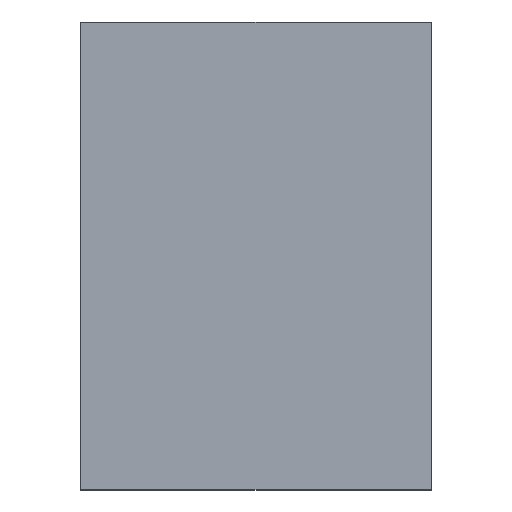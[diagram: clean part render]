
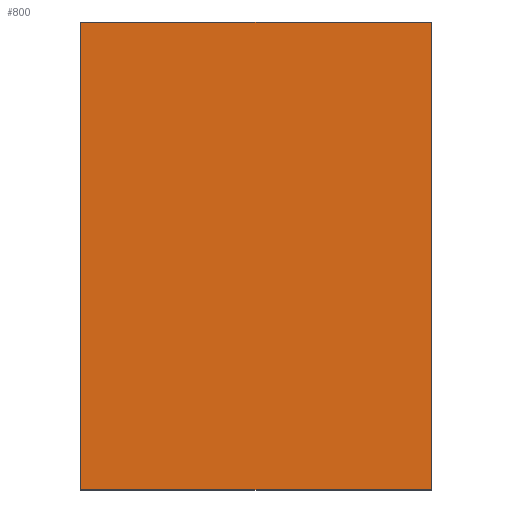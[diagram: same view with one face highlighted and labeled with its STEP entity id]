
A CAD part, top view. The second image highlights one B-rep face of the part: STEP entity #800.
In plain terms, the highlighted free-form (B-spline) face has degree [1, 1] with [2, 2] control points.
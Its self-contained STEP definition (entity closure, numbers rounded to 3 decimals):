
#765=CARTESIAN_POINT('F22',(-47.717,401.916,
   25.));
#766=CARTESIAN_POINT('F22',(109.783,401.916,
   25.));
#767=CARTESIAN_POINT('F22',(-47.717,611.916,
   25.));
#768=CARTESIAN_POINT('F22',(109.783,611.916,
   25.));
#769=B_SPLINE_SURFACE_WITH_KNOTS('F22',1,1,((#765,#767),(#766,
   #768)),.PLANE_SURF.,.F.,.F.,.U.,(2,2),(2,2),(0.0,1.0),(0.0,
   1.333),.UNSPECIFIED.);
#770=CARTESIAN_POINT('V37',(106.033,406.916,
   25.));
#771=VERTEX_POINT('V37',#770);
#772=CARTESIAN_POINT('V38',(106.033,606.916,
   25.));
#773=VERTEX_POINT('V38',#772);
#774=CARTESIAN_POINT('E49',(106.033,406.916,
   25.));
#775=CARTESIAN_POINT('E49',(106.033,606.916,
   25.));
#776=QUASI_UNIFORM_CURVE('E49',1,(#774,#775),.POLYLINE_FORM.,.F.,.U.
   );
#777=EDGE_CURVE('E49',#771,#773,#776,.T.);
#778=ORIENTED_EDGE('E49',*,*,#777,.F.);
#779=CARTESIAN_POINT('V40',(-43.967,406.916,
   25.));
#780=VERTEX_POINT('V40',#779);
#781=CARTESIAN_POINT('E52',(106.033,406.916,
   25.));
#782=CARTESIAN_POINT('E52',(-43.967,406.916,
   25.));
#783=QUASI_UNIFORM_CURVE('E52',1,(#781,#782),.POLYLINE_FORM.,.F.,.U.
   );
#784=EDGE_CURVE('E52',#771,#780,#783,.T.);
#785=ORIENTED_EDGE('E52',*,*,#784,.T.);
#786=CARTESIAN_POINT('V39',(-43.967,606.916,
   25.));
#787=VERTEX_POINT('V39',#786);
#788=CARTESIAN_POINT('E51',(-43.967,606.916,
   25.));
#789=CARTESIAN_POINT('E51',(-43.967,406.916,
   25.));
#790=QUASI_UNIFORM_CURVE('E51',1,(#788,#789),.POLYLINE_FORM.,.F.,.U.
   );
#791=EDGE_CURVE('E51',#787,#780,#790,.T.);
#792=ORIENTED_EDGE('E51',*,*,#791,.F.);
#793=CARTESIAN_POINT('E50',(106.033,606.916,
   25.));
#794=CARTESIAN_POINT('E50',(-43.967,606.916,
   25.));
#795=QUASI_UNIFORM_CURVE('E50',1,(#793,#794),.POLYLINE_FORM.,.F.,.U.
   );
#796=EDGE_CURVE('E50',#773,#787,#795,.T.);
#797=ORIENTED_EDGE('E50',*,*,#796,.F.);
#798=EDGE_LOOP('F22',(#778,#785,#792,#797));
#799=FACE_OUTER_BOUND('F22',#798,.F.);
#800=ADVANCED_FACE('F22',(#799),#769,.T.);
